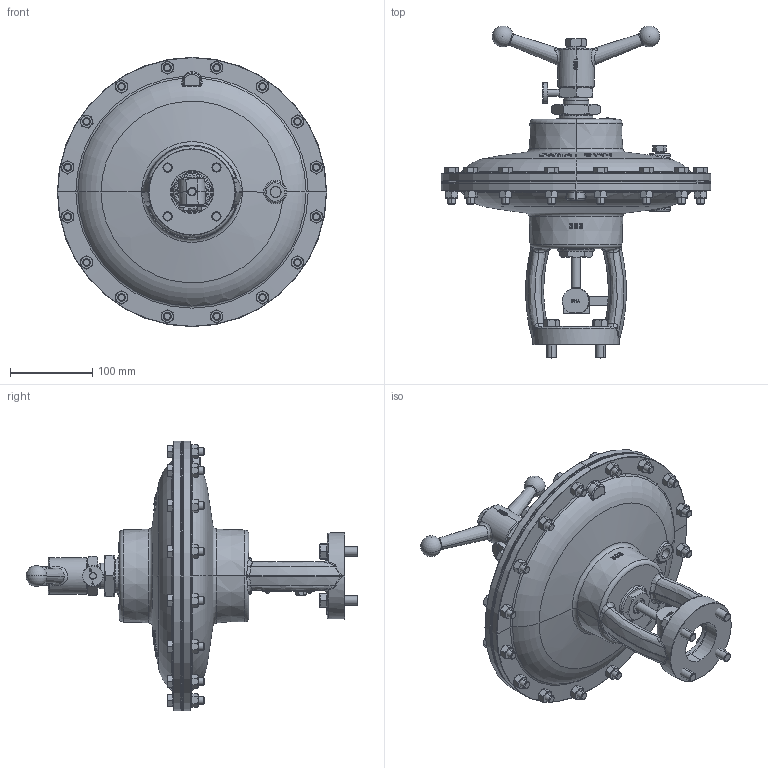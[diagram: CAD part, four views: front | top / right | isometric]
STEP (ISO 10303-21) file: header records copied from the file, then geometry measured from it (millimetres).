
FILE_DESCRIPTION (( 'STEP AP203' ), '1' );
FILE_NAME ('2 INCH 23 MVP TOP WKS (EBX).STEP', '2014-06-02T15:59:42', ( 'PCTech' ), ( 'Microsoft' ), 'SwSTEP 2.0', 'SolidWorks 2014', '' );
FILE_SCHEMA (( 'CONFIG_CONTROL_DESIGN' ));
Length unit declared in the file: inch
Products named in the file (1): 2 INCH 23 MVP TOP WKS (EBX)
Bounding box: 327.02 x 403.19 x 327.02 mm (x, y, z)
Volume: 4739559 mm3; surface area: 726849.9 mm2
Topology: 65 solids, 65 shells, 2955 faces, 7268 edges, 4592 vertices
Faces by surface type: plane 1368, bspline 605, cone 540, cylinder 244, torus 150, sphere 48
Entity records: 124057 total; most frequent: CARTESIAN_POINT 59463, ORIENTED_EDGE 14472, DIRECTION 11453, EDGE_CURVE 7236, VERTEX_POINT 4586, AXIS2_PLACEMENT_3D 4066, LINE 3321, VECTOR 3321
